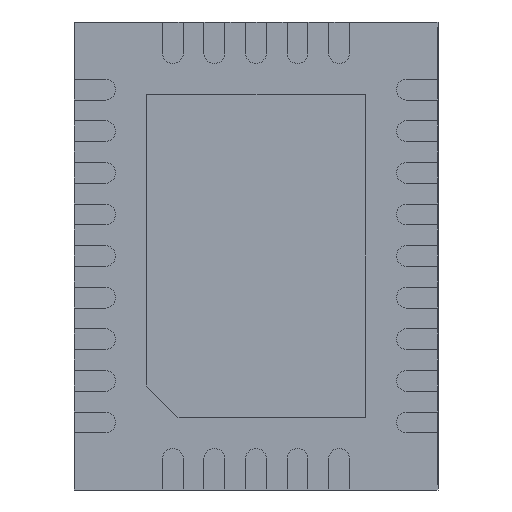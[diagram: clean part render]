
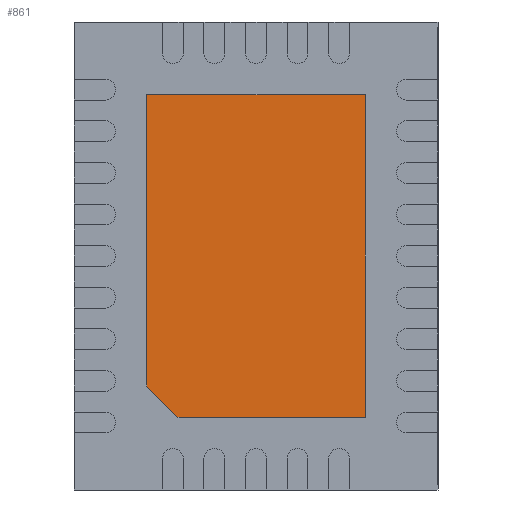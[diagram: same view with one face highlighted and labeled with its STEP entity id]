
A CAD part, front view. The second image highlights one B-rep face of the part: STEP entity #861.
In plain terms, the highlighted planar face has unit normal (0, -1, 0).
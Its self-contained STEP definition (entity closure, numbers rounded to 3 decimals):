
#264 = AXIS2_PLACEMENT_3D ( 'NONE', #1026, #8500, #8313 ) ;
#332 = DIRECTION ( 'NONE',  ( 1., 0., 0. ) ) ;
#352 = ORIENTED_EDGE ( 'NONE', *, *, #8687, .T. ) ;
#462 = LINE ( 'NONE', #6418, #3824 ) ;
#861 = ADVANCED_FACE ( 'NONE', ( #7041 ), #978, .T. ) ;
#978 = PLANE ( 'NONE',  #264 ) ;
#1026 = CARTESIAN_POINT ( 'NONE',  ( 0., 0., 0. ) ) ;
#1033 = ORIENTED_EDGE ( 'NONE', *, *, #2570, .T. ) ;
#1536 = VECTOR ( 'NONE', #332, 1000. ) ;
#2296 = CARTESIAN_POINT ( 'NONE',  ( -1.05, 0., 1.55 ) ) ;
#2570 = EDGE_CURVE ( 'NONE', #9098, #2830, #7946, .T. ) ;
#2588 = CARTESIAN_POINT ( 'NONE',  ( -0.75, 0., -1.55 ) ) ;
#2830 = VERTEX_POINT ( 'NONE', #2588 ) ;
#3308 = CARTESIAN_POINT ( 'NONE',  ( -1.05, 0., -1.25 ) ) ;
#3393 = ORIENTED_EDGE ( 'NONE', *, *, #6375, .T. ) ;
#3824 = VECTOR ( 'NONE', #8688, 1000. ) ;
#3981 = CARTESIAN_POINT ( 'NONE',  ( -0.75, 0., -1.55 ) ) ;
#4285 = LINE ( 'NONE', #5001, #6770 ) ;
#4332 = DIRECTION ( 'NONE',  ( 0.707, 0., -0.707 ) ) ;
#4424 = EDGE_CURVE ( 'NONE', #5643, #6919, #4511, .T. ) ;
#4511 = LINE ( 'NONE', #8136, #9078 ) ;
#5001 = CARTESIAN_POINT ( 'NONE',  ( -1.05, 0., 1.55 ) ) ;
#5445 = ORIENTED_EDGE ( 'NONE', *, *, #9434, .T. ) ;
#5643 = VERTEX_POINT ( 'NONE', #7364 ) ;
#5665 = CARTESIAN_POINT ( 'NONE',  ( 1.05, 0., -1.55 ) ) ;
#6055 = DIRECTION ( 'NONE',  ( -1., 0., 0. ) ) ;
#6375 = EDGE_CURVE ( 'NONE', #9225, #5643, #462, .T. ) ;
#6418 = CARTESIAN_POINT ( 'NONE',  ( 1.05, 0., 1.55 ) ) ;
#6770 = VECTOR ( 'NONE', #8632, 1000. ) ;
#6919 = VERTEX_POINT ( 'NONE', #2296 ) ;
#6943 = ORIENTED_EDGE ( 'NONE', *, *, #4424, .T. ) ;
#7041 = FACE_OUTER_BOUND ( 'NONE', #8317, .T. ) ;
#7364 = CARTESIAN_POINT ( 'NONE',  ( 1.05, 0., 1.55 ) ) ;
#7504 = LINE ( 'NONE', #3981, #1536 ) ;
#7804 = CARTESIAN_POINT ( 'NONE',  ( -1.05, 0., -1.25 ) ) ;
#7946 = LINE ( 'NONE', #7804, #9036 ) ;
#8136 = CARTESIAN_POINT ( 'NONE',  ( -1.05, 0., 1.55 ) ) ;
#8313 = DIRECTION ( 'NONE',  ( 0., 0., -1. ) ) ;
#8317 = EDGE_LOOP ( 'NONE', ( #352, #1033, #5445, #3393, #6943 ) ) ;
#8500 = DIRECTION ( 'NONE',  ( 0., -1., 0. ) ) ;
#8632 = DIRECTION ( 'NONE',  ( 0., 0., -1. ) ) ;
#8687 = EDGE_CURVE ( 'NONE', #6919, #9098, #4285, .T. ) ;
#8688 = DIRECTION ( 'NONE',  ( 0., 0., 1. ) ) ;
#9036 = VECTOR ( 'NONE', #4332, 1000. ) ;
#9078 = VECTOR ( 'NONE', #6055, 1000. ) ;
#9098 = VERTEX_POINT ( 'NONE', #3308 ) ;
#9225 = VERTEX_POINT ( 'NONE', #5665 ) ;
#9434 = EDGE_CURVE ( 'NONE', #2830, #9225, #7504, .T. ) ;
